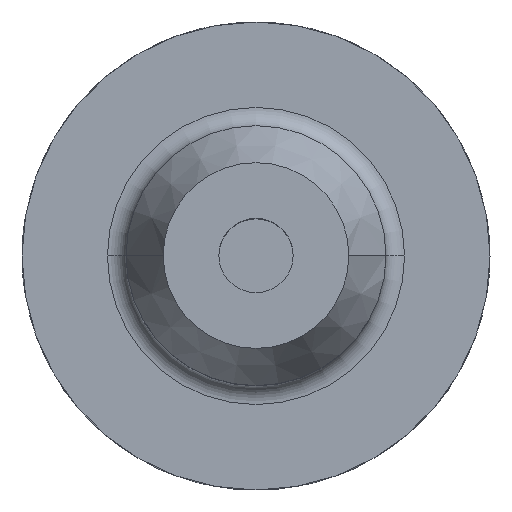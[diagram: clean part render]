
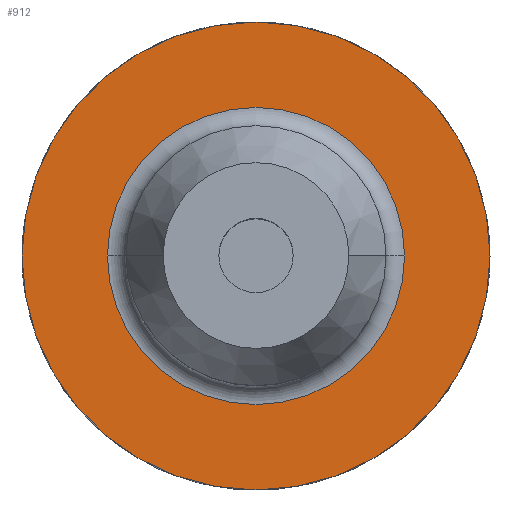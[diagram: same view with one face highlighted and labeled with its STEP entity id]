
A CAD part, top view. The second image highlights one B-rep face of the part: STEP entity #912.
In plain terms, the highlighted planar face has unit normal (0, 0, 1).
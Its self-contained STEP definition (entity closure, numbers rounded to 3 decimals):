
#20 = ORIENTED_EDGE ( 'NONE', *, *, #1271, .T. ) ;
#51 = ORIENTED_EDGE ( 'NONE', *, *, #542, .F. ) ;
#70 = CARTESIAN_POINT ( 'NONE',  ( 0., 0., 27. ) ) ;
#75 = FACE_OUTER_BOUND ( 'NONE', #126, .T. ) ;
#126 = EDGE_LOOP ( 'NONE', ( #51, #498 ) ) ;
#127 = VERTEX_POINT ( 'NONE', #1044 ) ;
#135 = CIRCLE ( 'NONE', #1109, 20. ) ;
#160 = AXIS2_PLACEMENT_3D ( 'NONE', #70, #192, #1176 ) ;
#168 = CARTESIAN_POINT ( 'NONE',  ( 0., 17.5, 27. ) ) ;
#192 = DIRECTION ( 'NONE',  ( 0., 0., -1. ) ) ;
#310 = DIRECTION ( 'NONE',  ( -1., 0., 0. ) ) ;
#422 = PLANE ( 'NONE',  #817 ) ;
#485 = EDGE_CURVE ( 'NONE', #127, #1467, #1363, .T. ) ;
#498 = ORIENTED_EDGE ( 'NONE', *, *, #1321, .F. ) ;
#525 = CIRCLE ( 'NONE', #1056, 31.5 ) ;
#539 = DIRECTION ( 'NONE',  ( 0., 0., -1. ) ) ;
#542 = EDGE_CURVE ( 'NONE', #1051, #1145, #1519, .T. ) ;
#569 = DIRECTION ( 'NONE',  ( -1., 0., 0. ) ) ;
#655 = DIRECTION ( 'NONE',  ( -1., 0., 0. ) ) ;
#668 = CARTESIAN_POINT ( 'NONE',  ( 0., 0., 27. ) ) ;
#803 = CARTESIAN_POINT ( 'NONE',  ( 0., 0., 27. ) ) ;
#817 = AXIS2_PLACEMENT_3D ( 'NONE', #168, #539, #655 ) ;
#912 = ADVANCED_FACE ( 'NONE', ( #1285, #75 ), #422, .F. ) ;
#930 = DIRECTION ( 'NONE',  ( 0., 0., -1. ) ) ;
#992 = CARTESIAN_POINT ( 'NONE',  ( 31.5, 0., 27. ) ) ;
#1018 = DIRECTION ( 'NONE',  ( -1., 0., 0. ) ) ;
#1019 = CARTESIAN_POINT ( 'NONE',  ( -31.5, 0., 27. ) ) ;
#1044 = CARTESIAN_POINT ( 'NONE',  ( -20., 0., 27. ) ) ;
#1051 = VERTEX_POINT ( 'NONE', #1019 ) ;
#1056 = AXIS2_PLACEMENT_3D ( 'NONE', #668, #1163, #310 ) ;
#1069 = AXIS2_PLACEMENT_3D ( 'NONE', #803, #930, #569 ) ;
#1109 = AXIS2_PLACEMENT_3D ( 'NONE', #1124, #1256, #1018 ) ;
#1124 = CARTESIAN_POINT ( 'NONE',  ( 0., 0., 27. ) ) ;
#1145 = VERTEX_POINT ( 'NONE', #992 ) ;
#1163 = DIRECTION ( 'NONE',  ( 0., 0., -1. ) ) ;
#1176 = DIRECTION ( 'NONE',  ( -1., 0., 0. ) ) ;
#1256 = DIRECTION ( 'NONE',  ( 0., 0., -1. ) ) ;
#1271 = EDGE_CURVE ( 'NONE', #1467, #127, #135, .T. ) ;
#1281 = EDGE_LOOP ( 'NONE', ( #1412, #20 ) ) ;
#1285 = FACE_BOUND ( 'NONE', #1281, .T. ) ;
#1321 = EDGE_CURVE ( 'NONE', #1145, #1051, #525, .T. ) ;
#1363 = CIRCLE ( 'NONE', #160, 20. ) ;
#1412 = ORIENTED_EDGE ( 'NONE', *, *, #485, .T. ) ;
#1442 = CARTESIAN_POINT ( 'NONE',  ( 20., 0., 27. ) ) ;
#1467 = VERTEX_POINT ( 'NONE', #1442 ) ;
#1519 = CIRCLE ( 'NONE', #1069, 31.5 ) ;
